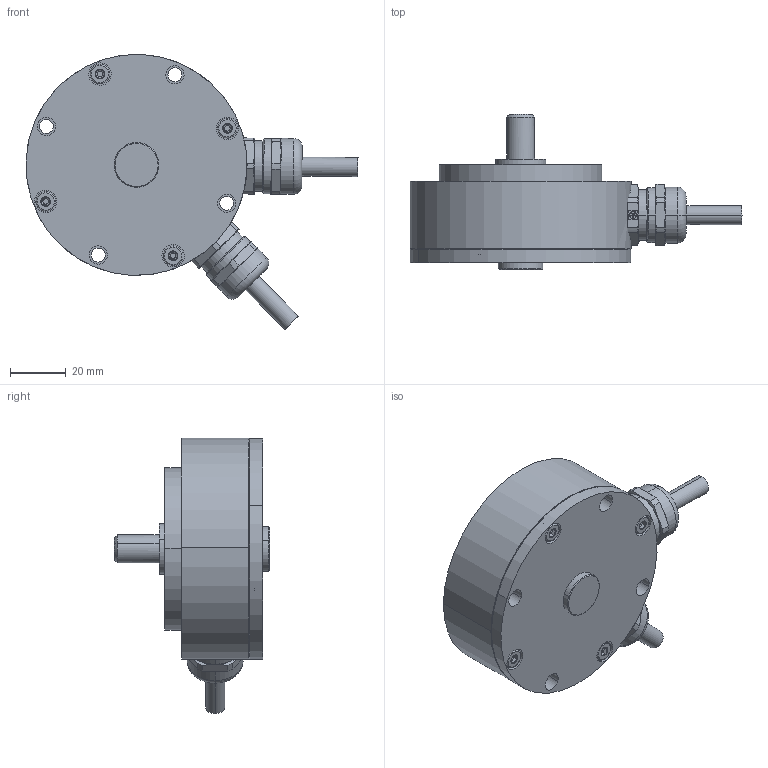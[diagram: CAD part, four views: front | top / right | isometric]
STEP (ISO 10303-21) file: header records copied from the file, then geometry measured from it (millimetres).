
FILE_DESCRIPTION (( 'STEP AP214' ), '1' );
FILE_NAME ('IPX-7943-_ _ _-_ _ _-302.STEP', '2017-09-14T09:07:17', ( 'dummy' ), ( 'Microsoft' ), 'SwSTEP 2.0', 'SolidWorks 2014', '' );
FILE_SCHEMA (( 'AUTOMOTIVE_DESIGN' ));
Length unit declared in the file: millimetre
Products named in the file (1): IPX-7943-_ _ _-_ _ _-302
Bounding box: 118.63 x 55.5 x 98.36 mm (x, y, z)
Surface area: 26844.7 mm2 (no closed solid volume)
Topology: 0 solids, 12 shells, 257 faces, 727 edges, 477 vertices
Faces by surface type: cylinder 89, plane 80, cone 76, torus 12
Entity records: 11548 total; most frequent: CARTESIAN_POINT 2040, DIRECTION 1489, ORIENTED_EDGE 1226, EDGE_CURVE 725, AXIS2_PLACEMENT_3D 604, VERTEX_POINT 477, CIRCLE 346, EDGE_LOOP 301
